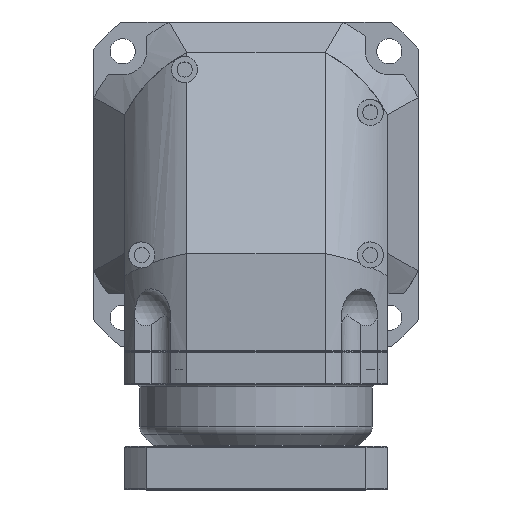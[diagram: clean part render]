
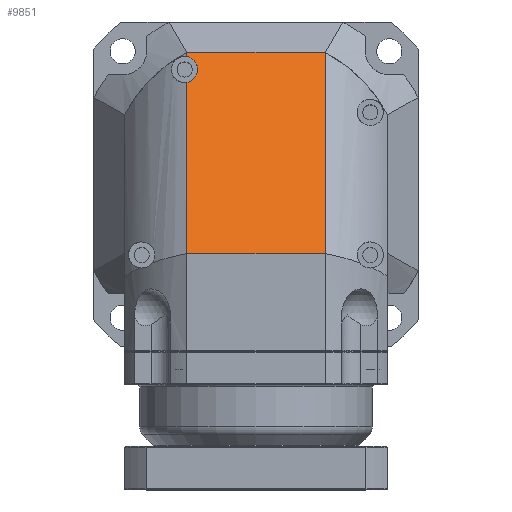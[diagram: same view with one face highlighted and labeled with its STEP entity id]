
A CAD part, top view. The second image highlights one B-rep face of the part: STEP entity #9851.
In plain terms, the highlighted face is planar.
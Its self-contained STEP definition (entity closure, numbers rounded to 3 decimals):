
#5571=CARTESIAN_POINT('',(16.5,-57.5,30.311));
#5975=DIRECTION('',(0.,0.,-1.));
#5976=VECTOR('',#5975,60.622);
#5977=CARTESIAN_POINT('',(16.5,-57.5,30.311));
#5978=LINE('',#5977,#5976);
#5979=CARTESIAN_POINT('',(5.478,-44.365,30.311));
#5980=CARTESIAN_POINT('',(5.528,-44.424,29.96));
#5981=CARTESIAN_POINT('',(5.627,-44.542,29.542));
#5982=CARTESIAN_POINT('',(5.825,-44.778,28.895));
#5983=CARTESIAN_POINT('',(6.073,-45.073,28.335));
#5984=CARTESIAN_POINT('',(6.37,-45.428,27.807));
#5985=CARTESIAN_POINT('',(6.767,-45.9,27.243));
#5986=CARTESIAN_POINT('',(7.262,-46.491,26.708));
#5987=CARTESIAN_POINT('',(7.857,-47.2,26.241));
#5988=CARTESIAN_POINT('',(8.452,-47.908,25.905));
#5989=CARTESIAN_POINT('',(9.245,-48.854,25.601));
#5990=CARTESIAN_POINT('',(10.236,-50.035,25.458));
#5991=CARTESIAN_POINT('',(11.227,-51.216,25.601));
#5992=CARTESIAN_POINT('',(12.02,-52.161,25.905));
#5993=CARTESIAN_POINT('',(12.615,-52.87,26.241));
#5994=CARTESIAN_POINT('',(13.21,-53.579,26.708));
#5995=CARTESIAN_POINT('',(13.705,-54.169,27.243));
#5996=CARTESIAN_POINT('',(14.102,-54.642,27.807));
#5997=CARTESIAN_POINT('',(14.399,-54.996,28.335));
#5998=CARTESIAN_POINT('',(14.647,-55.292,28.895));
#5999=CARTESIAN_POINT('',(14.845,-55.528,29.542));
#6000=CARTESIAN_POINT('',(14.944,-55.646,29.96));
#6001=CARTESIAN_POINT('',(14.994,-55.705,30.311));
#6003=DIRECTION('',(0.643,-0.766,0.));
#6004=VECTOR('',#6003,2.343);
#6005=CARTESIAN_POINT('',(14.994,-55.705,30.311));
#6006=LINE('',#6005,#6004);
#6007=DIRECTION('',(-0.643,0.766,0.));
#6008=VECTOR('',#6007,115.124);
#6009=CARTESIAN_POINT('',(16.5,-57.5,-30.311));
#6010=LINE('',#6009,#6008);
#6011=DIRECTION('',(0.643,-0.766,0.));
#6012=VECTOR('',#6011,97.977);
#6013=CARTESIAN_POINT('',(-57.5,30.69,30.311));
#6014=LINE('',#6013,#6012);
#6765=DIRECTION('',(0.,0.,1.));
#6766=VECTOR('',#6765,60.622);
#6767=CARTESIAN_POINT('',(-57.5,30.69,-30.311));
#6768=LINE('',#6767,#6766);
#8153=VERTEX_POINT('',#5979);
#8154=VERTEX_POINT('',#6001);
#8195=VERTEX_POINT('',#5571);
#8200=CARTESIAN_POINT('',(16.5,-57.5,-30.311));
#8201=CARTESIAN_POINT('',(-57.5,30.69,-30.311));
#8202=VERTEX_POINT('',#8200);
#8203=VERTEX_POINT('',#8201);
#8204=CARTESIAN_POINT('',(-57.5,30.69,30.311));
#8205=VERTEX_POINT('',#8204);
#9833=CARTESIAN_POINT('',(16.5,-57.5,78.));
#9834=DIRECTION('',(0.766,0.643,0.));
#9835=DIRECTION('',(-0.643,0.766,0.));
#9836=AXIS2_PLACEMENT_3D('',#9833,#9834,#9835);
#9837=PLANE('',#9836);
#9839=ORIENTED_EDGE('',*,*,#9838,.T.);
#9841=ORIENTED_EDGE('',*,*,#9840,.T.);
#9842=ORIENTED_EDGE('',*,*,#9826,.T.);
#9844=ORIENTED_EDGE('',*,*,#9843,.T.);
#9846=ORIENTED_EDGE('',*,*,#9845,.T.);
#9848=ORIENTED_EDGE('',*,*,#9847,.T.);
#9849=EDGE_LOOP('',(#9839,#9841,#9842,#9844,#9846,#9848));
#9850=FACE_OUTER_BOUND('',#9849,.F.);
#9851=ADVANCED_FACE('',(#9850),#9837,.F.);
#6002=B_SPLINE_CURVE_WITH_KNOTS('',3,(#5979,#5980,#5981,#5982,#5983,#5984,#5985,
#5986,#5987,#5988,#5989,#5990,#5991,#5992,#5993,#5994,#5995,#5996,#5997,#5998,
#5999,#6000,#6001),.UNSPECIFIED.,.F.,.F.,(4,1,1,1,1,1,1,1,1,1,1,1,1,1,1,1,1,1,1,
1,4),(0.,0.016,0.031,0.063,0.094,0.125,0.188,0.25,0.313,
0.375,0.5,0.625,0.688,0.75,0.813,0.875,0.906,0.938,
0.969,0.984,1.),.UNSPECIFIED.);
#9826=EDGE_CURVE('',#8195,#8202,#5978,.T.);
#9838=EDGE_CURVE('',#8153,#8154,#6002,.T.);
#9840=EDGE_CURVE('',#8154,#8195,#6006,.T.);
#9843=EDGE_CURVE('',#8202,#8203,#6010,.T.);
#9845=EDGE_CURVE('',#8203,#8205,#6768,.T.);
#9847=EDGE_CURVE('',#8205,#8153,#6014,.T.);
